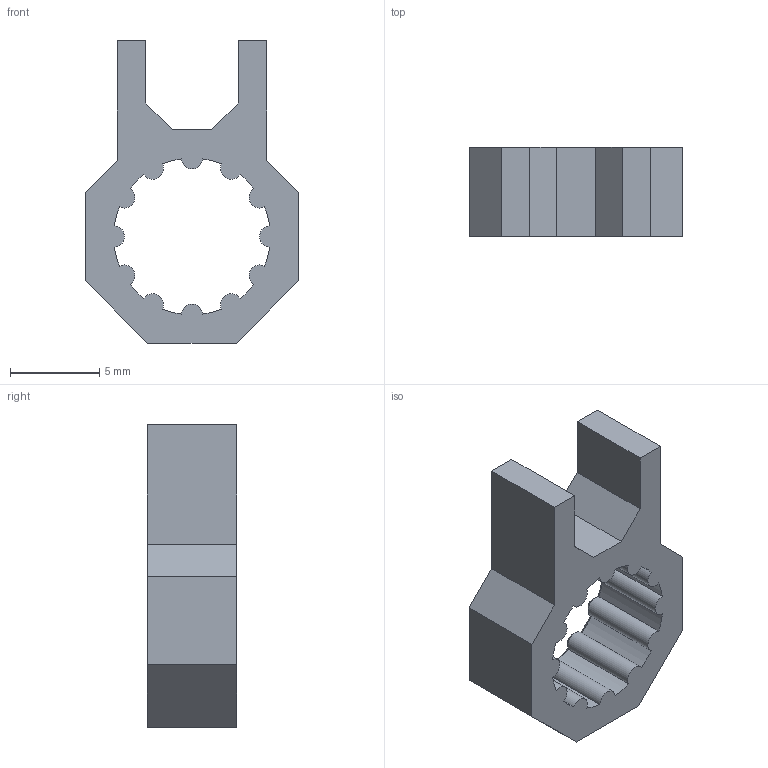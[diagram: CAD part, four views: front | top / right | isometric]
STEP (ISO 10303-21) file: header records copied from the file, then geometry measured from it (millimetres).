
FILE_DESCRIPTION(/* description */ (''),/* implementation_level */ '2;1');
FILE_NAME(/* name */ '1-way holder.stp',/* time_stamp */ '2024-04-06T19:24:25+02:00',/* author */ ('Humbak'),/* organization */ (''),/* preprocessor_version */ 'ST-DEVELOPER v20',/* originating_system */ 'Autodesk Inventor 2024',/* authorisation */ '');
FILE_SCHEMA (('AUTOMOTIVE_DESIGN { 1 0 10303 214 3 1 1 }'));
Length unit declared in the file: millimetre
Products named in the file (1): 1-way holder
Bounding box: 12 x 5 x 17 mm (x, y, z)
Volume: 430.1 mm3; surface area: 642.2 mm2
Topology: 1 solids, 1 shells, 66 faces, 168 edges, 104 vertices
Faces by surface type: cone 24, cylinder 24, plane 18
Entity records: 2111 total; most frequent: CARTESIAN_POINT 459, DIRECTION 350, ORIENTED_EDGE 336, EDGE_CURVE 168, AXIS2_PLACEMENT_3D 139, VERTEX_POINT 104, LINE 72, VECTOR 72
